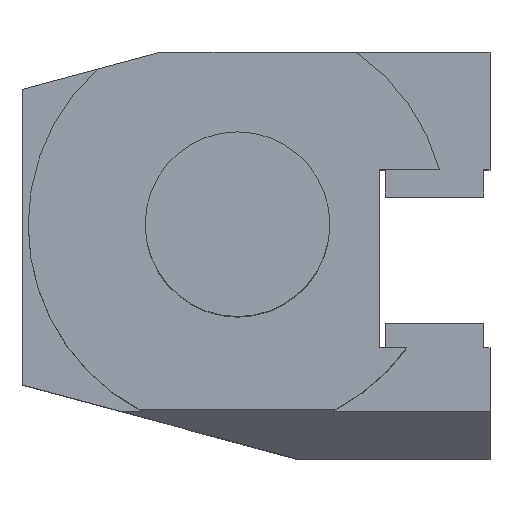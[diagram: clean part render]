
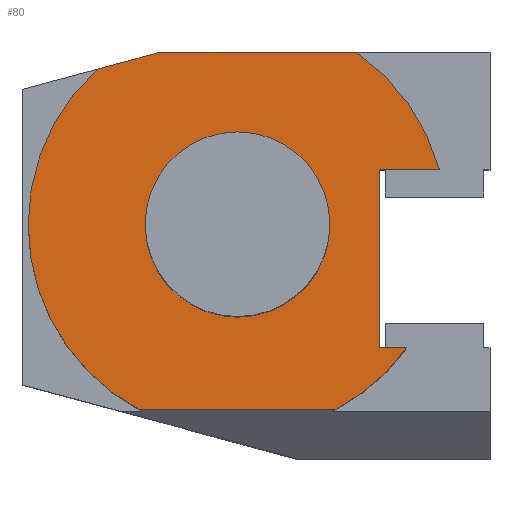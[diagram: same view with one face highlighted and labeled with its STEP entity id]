
A CAD part, top view. The second image highlights one B-rep face of the part: STEP entity #80.
In plain terms, the highlighted planar face has unit normal (0, 0, 1).
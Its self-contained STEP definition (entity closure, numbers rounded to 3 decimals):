
#43=FACE_BOUND('',#155,.T.);
#44=FACE_BOUND('',#156,.T.);
#48=PLANE('',#773);
#80=ADVANCED_FACE('',(#43,#44),#48,.F.);
#155=EDGE_LOOP('',(#217,#218,#219,#220,#221,#222,#223,#224,#225,#226));
#156=EDGE_LOOP('',(#227,#228));
#191=CIRCLE('',#763,15.);
#193=CIRCLE('',#767,15.);
#194=CIRCLE('',#769,34.);
#195=CIRCLE('',#770,34.);
#196=CIRCLE('',#771,34.);
#197=CIRCLE('',#772,34.);
#217=ORIENTED_EDGE('',*,*,#481,.T.);
#218=ORIENTED_EDGE('',*,*,#482,.T.);
#219=ORIENTED_EDGE('',*,*,#483,.T.);
#220=ORIENTED_EDGE('',*,*,#484,.T.);
#221=ORIENTED_EDGE('',*,*,#485,.T.);
#222=ORIENTED_EDGE('',*,*,#486,.T.);
#223=ORIENTED_EDGE('',*,*,#487,.T.);
#224=ORIENTED_EDGE('',*,*,#488,.T.);
#225=ORIENTED_EDGE('',*,*,#489,.F.);
#226=ORIENTED_EDGE('',*,*,#490,.T.);
#227=ORIENTED_EDGE('',*,*,#480,.T.);
#228=ORIENTED_EDGE('',*,*,#478,.T.);
#408=VERTEX_POINT('',#1016);
#410=VERTEX_POINT('',#1020);
#411=VERTEX_POINT('',#1028);
#412=VERTEX_POINT('',#1029);
#413=VERTEX_POINT('',#1031);
#414=VERTEX_POINT('',#1033);
#415=VERTEX_POINT('',#1035);
#416=VERTEX_POINT('',#1037);
#417=VERTEX_POINT('',#1039);
#418=VERTEX_POINT('',#1041);
#419=VERTEX_POINT('',#1043);
#420=VERTEX_POINT('',#1045);
#478=EDGE_CURVE('',#408,#410,#191,.T.);
#480=EDGE_CURVE('',#410,#408,#193,.T.);
#481=EDGE_CURVE('',#411,#412,#577,.T.);
#482=EDGE_CURVE('',#412,#413,#578,.T.);
#483=EDGE_CURVE('',#413,#414,#579,.T.);
#484=EDGE_CURVE('',#414,#415,#194,.T.);
#485=EDGE_CURVE('',#415,#416,#580,.T.);
#486=EDGE_CURVE('',#416,#417,#581,.T.);
#487=EDGE_CURVE('',#417,#418,#195,.T.);
#488=EDGE_CURVE('',#418,#419,#196,.T.);
#489=EDGE_CURVE('',#420,#419,#582,.T.);
#490=EDGE_CURVE('',#420,#411,#197,.T.);
#577=LINE('',#1027,#658);
#578=LINE('',#1030,#659);
#579=LINE('',#1032,#660);
#580=LINE('',#1036,#661);
#581=LINE('',#1038,#662);
#582=LINE('',#1044,#663);
#658=VECTOR('',#839,1.);
#659=VECTOR('',#840,1.);
#660=VECTOR('',#841,1.);
#661=VECTOR('',#844,1.);
#662=VECTOR('',#845,1.);
#663=VECTOR('',#850,1.);
#763=AXIS2_PLACEMENT_3D('',#1021,#827,#828);
#767=AXIS2_PLACEMENT_3D('',#1025,#835,#836);
#769=AXIS2_PLACEMENT_3D('',#1034,#842,#843);
#770=AXIS2_PLACEMENT_3D('',#1040,#846,#847);
#771=AXIS2_PLACEMENT_3D('',#1042,#848,#849);
#772=AXIS2_PLACEMENT_3D('',#1046,#851,#852);
#773=AXIS2_PLACEMENT_3D('',#1047,#853,#854);
#827=DIRECTION('',(0.,0.,-1.));
#828=DIRECTION('',(-1.,0.,0.));
#835=DIRECTION('',(0.,0.,-1.));
#836=DIRECTION('',(-1.,0.,0.));
#839=DIRECTION('',(-1.,0.,0.));
#840=DIRECTION('',(0.,1.,0.));
#841=DIRECTION('',(1.,0.,0.));
#842=DIRECTION('',(0.,0.,1.));
#843=DIRECTION('',(0.964,0.265,0.));
#844=DIRECTION('',(-1.,0.,0.));
#845=DIRECTION('',(-0.966,-0.259,0.));
#846=DIRECTION('',(0.,0.,1.));
#847=DIRECTION('',(-0.668,0.744,0.));
#848=DIRECTION('',(0.,0.,1.));
#849=DIRECTION('',(-1.,0.,0.));
#850=DIRECTION('',(-1.,0.,0.));
#851=DIRECTION('',(0.,0.,1.));
#852=DIRECTION('',(0.471,-0.882,0.));
#853=DIRECTION('',(0.,0.,-1.));
#854=DIRECTION('',(1.,0.,0.));
#1016=CARTESIAN_POINT('',(15.,0.,0.));
#1020=CARTESIAN_POINT('',(-15.,0.,0.));
#1021=CARTESIAN_POINT('',(0.,0.,0.));
#1025=CARTESIAN_POINT('',(0.,0.,0.));
#1027=CARTESIAN_POINT('',(27.495,-20.,0.));
#1028=CARTESIAN_POINT('',(27.495,-20.,0.));
#1029=CARTESIAN_POINT('',(23.,-20.,0.));
#1030=CARTESIAN_POINT('',(23.,-18.939,0.));
#1031=CARTESIAN_POINT('',(23.,9.,0.));
#1032=CARTESIAN_POINT('',(23.,9.,0.));
#1033=CARTESIAN_POINT('',(32.787,9.,0.));
#1034=CARTESIAN_POINT('',(0.,0.,0.));
#1035=CARTESIAN_POINT('',(19.287,28.,0.));
#1036=CARTESIAN_POINT('',(19.287,28.,0.));
#1037=CARTESIAN_POINT('',(-12.608,28.,0.));
#1038=CARTESIAN_POINT('',(-12.608,28.,0.));
#1039=CARTESIAN_POINT('',(-22.726,25.289,0.));
#1040=CARTESIAN_POINT('',(0.,0.,0.));
#1041=CARTESIAN_POINT('',(-34.,0.,0.));
#1042=CARTESIAN_POINT('',(0.,0.,0.));
#1043=CARTESIAN_POINT('',(-16.,-30.,0.));
#1044=CARTESIAN_POINT('',(16.,-30.,0.));
#1045=CARTESIAN_POINT('',(16.,-30.,0.));
#1046=CARTESIAN_POINT('',(0.,0.,0.));
#1047=CARTESIAN_POINT('',(0.,17.121,0.));
